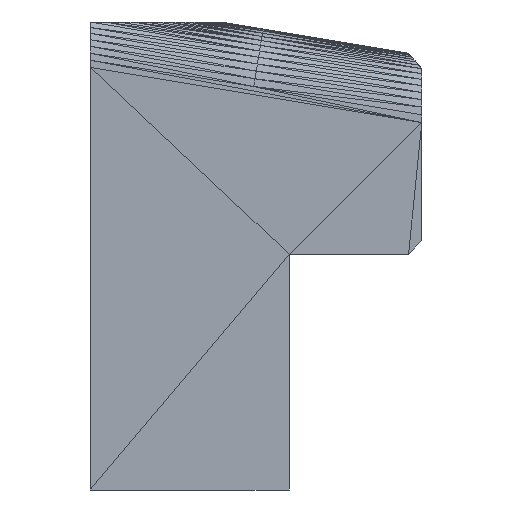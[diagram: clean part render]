
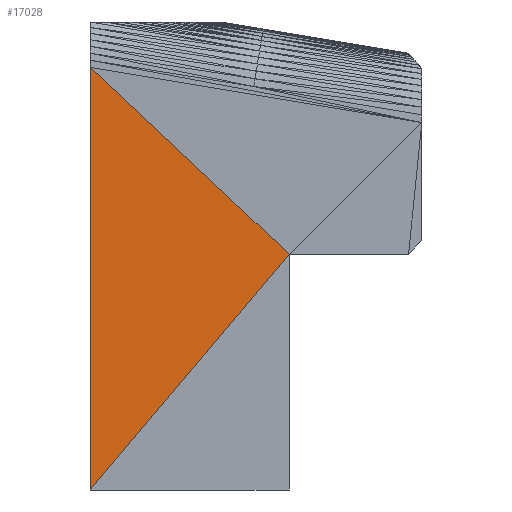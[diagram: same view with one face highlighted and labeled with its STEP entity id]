
A CAD part, front view. The second image highlights one B-rep face of the part: STEP entity #17028.
In plain terms, the highlighted planar face has unit normal (0, -1, 0).
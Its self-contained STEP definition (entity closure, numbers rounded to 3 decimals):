
#131=PLANE('',#18577);
#1663=FACE_OUTER_BOUND('',#3195,.T.);
#3195=EDGE_LOOP('',(#12662,#12663,#12664));
#4834=LINE('',#25823,#7137);
#4845=LINE('',#25845,#7148);
#4846=LINE('',#25847,#7149);
#7137=VECTOR('',#20448,10.);
#7148=VECTOR('',#20471,10.);
#7149=VECTOR('',#20474,10.);
#9256=VERTEX_POINT('',#25505);
#9321=VERTEX_POINT('',#25765);
#9338=VERTEX_POINT('',#25843);
#10218=EDGE_CURVE('',#9321,#9256,#4834,.T.);
#10229=EDGE_CURVE('',#9321,#9338,#4845,.T.);
#10230=EDGE_CURVE('',#9256,#9338,#4846,.T.);
#12662=ORIENTED_EDGE('',*,*,#10230,.F.);
#12663=ORIENTED_EDGE('',*,*,#10218,.F.);
#12664=ORIENTED_EDGE('',*,*,#10229,.T.);
#17028=ADVANCED_FACE('',(#1663),#131,.T.);
#18577=AXIS2_PLACEMENT_3D('',#25846,#20472,#20473);
#20448=DIRECTION('',(0.,0.,1.));
#20471=DIRECTION('',(0.645,0.,0.764));
#20472=DIRECTION('center_axis',(0.,-1.,0.));
#20473=DIRECTION('ref_axis',(0.,0.,-1.));
#20474=DIRECTION('',(0.729,0.,-0.684));
#25505=CARTESIAN_POINT('',(2739.001,-450.,2697.447));
#25765=CARTESIAN_POINT('',(2739.001,-450.,2570.));
#25823=CARTESIAN_POINT('',(2739.001,-450.,2570.));
#25843=CARTESIAN_POINT('',(2799.001,-450.,2641.125));
#25845=CARTESIAN_POINT('',(2739.001,-450.,2570.));
#25846=CARTESIAN_POINT('Origin',(2739.001,-450.,2570.));
#25847=CARTESIAN_POINT('',(2739.001,-450.,2697.447));
